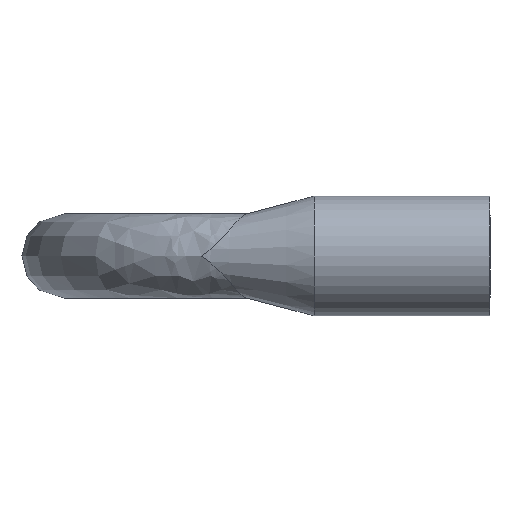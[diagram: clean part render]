
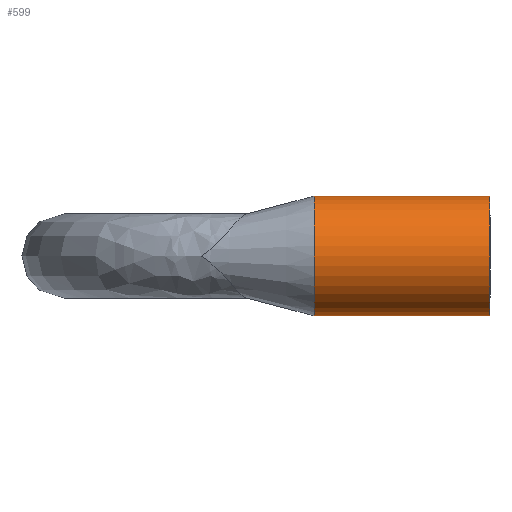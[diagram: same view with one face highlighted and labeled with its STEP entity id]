
A CAD part, left-side view. The second image highlights one B-rep face of the part: STEP entity #599.
In plain terms, the highlighted cylindrical face has radius 10.211 mm (diameter 20.422 mm), a partial arc.
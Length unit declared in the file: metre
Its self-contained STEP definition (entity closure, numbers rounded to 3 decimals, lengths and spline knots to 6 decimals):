
#43 = DIRECTION ( 'NONE',  ( 0., 0., -1. ) ) ;
#89 = CARTESIAN_POINT ( 'NONE',  ( 0., 0.4, -0.010211 ) ) ;
#112 = EDGE_CURVE ( 'NONE', #1807, #1641, #2157, .T. ) ;
#288 = VERTEX_POINT ( 'NONE', #89 ) ;
#290 = AXIS2_PLACEMENT_3D ( 'NONE', #1818, #669, #799 ) ;
#337 = ORIENTED_EDGE ( 'NONE', *, *, #511, .F. ) ;
#348 = CARTESIAN_POINT ( 'NONE',  ( 0., 0.4, 0.010211 ) ) ;
#438 = AXIS2_PLACEMENT_3D ( 'NONE', #2095, #1077, #43 ) ;
#447 = FACE_OUTER_BOUND ( 'NONE', #547, .T. ) ;
#465 = CARTESIAN_POINT ( 'NONE',  ( 0., 0.4, 0. ) ) ;
#511 = EDGE_CURVE ( 'NONE', #1054, #288, #1797, .T. ) ;
#547 = EDGE_LOOP ( 'NONE', ( #2199, #1009, #1148, #337 ) ) ;
#588 = DIRECTION ( 'NONE',  ( 0., -1., 0. ) ) ;
#599 = ADVANCED_FACE ( 'NONE', ( #447 ), #1741, .T. ) ;
#638 = DIRECTION ( 'NONE',  ( 0., 0., -1. ) ) ;
#669 = DIRECTION ( 'NONE',  ( 0., -1., 0. ) ) ;
#689 = CARTESIAN_POINT ( 'NONE',  ( 0., 0.4, 0.010211 ) ) ;
#799 = DIRECTION ( 'NONE',  ( 0., 0., -1. ) ) ;
#850 = DIRECTION ( 'NONE',  ( 0., -1., 0. ) ) ;
#1009 = ORIENTED_EDGE ( 'NONE', *, *, #112, .T. ) ;
#1039 = EDGE_CURVE ( 'NONE', #1807, #1054, #2034, .T. ) ;
#1054 = VERTEX_POINT ( 'NONE', #348 ) ;
#1077 = DIRECTION ( 'NONE',  ( 0., -1., 0. ) ) ;
#1125 = VECTOR ( 'NONE', #850, 1. ) ;
#1145 = LINE ( 'NONE', #1600, #2062 ) ;
#1148 = ORIENTED_EDGE ( 'NONE', *, *, #1613, .T. ) ;
#1261 = CARTESIAN_POINT ( 'NONE',  ( 0., 0.43, -0.010211 ) ) ;
#1592 = CARTESIAN_POINT ( 'NONE',  ( 0., 0.43, 0.010211 ) ) ;
#1600 = CARTESIAN_POINT ( 'NONE',  ( 0., 0.4, -0.010211 ) ) ;
#1613 = EDGE_CURVE ( 'NONE', #1641, #288, #1145, .T. ) ;
#1641 = VERTEX_POINT ( 'NONE', #1261 ) ;
#1646 = DIRECTION ( 'NONE',  ( 0., -1., 0. ) ) ;
#1741 = CYLINDRICAL_SURFACE ( 'NONE', #290, 0.010211 ) ;
#1797 = CIRCLE ( 'NONE', #2054, 0.010211 ) ;
#1807 = VERTEX_POINT ( 'NONE', #1592 ) ;
#1818 = CARTESIAN_POINT ( 'NONE',  ( 0., 0.4, 0. ) ) ;
#2034 = LINE ( 'NONE', #689, #1125 ) ;
#2054 = AXIS2_PLACEMENT_3D ( 'NONE', #465, #1646, #638 ) ;
#2062 = VECTOR ( 'NONE', #588, 1. ) ;
#2095 = CARTESIAN_POINT ( 'NONE',  ( 0., 0.43, 0. ) ) ;
#2157 = CIRCLE ( 'NONE', #438, 0.010211 ) ;
#2199 = ORIENTED_EDGE ( 'NONE', *, *, #1039, .F. ) ;
